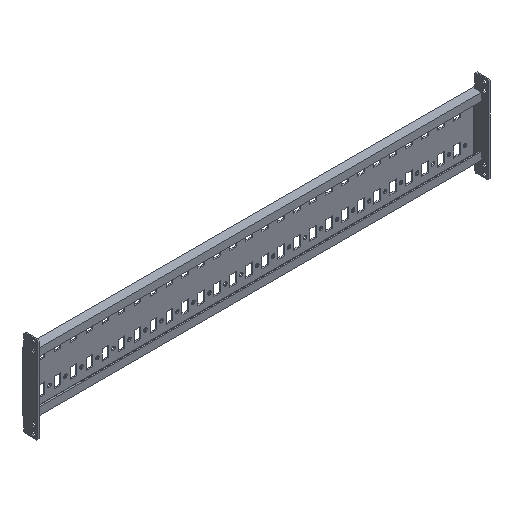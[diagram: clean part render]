
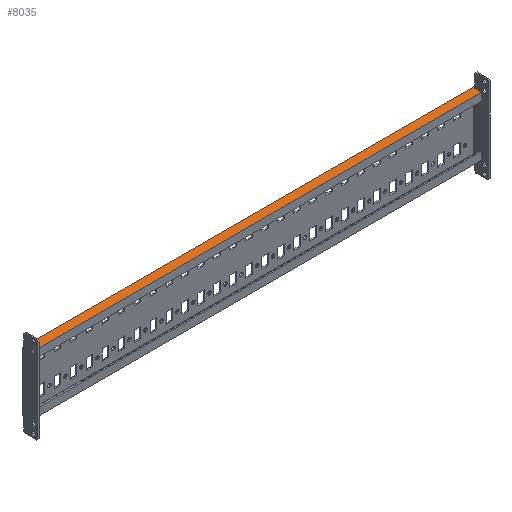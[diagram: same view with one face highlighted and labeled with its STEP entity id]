
A CAD part, isometric view. The second image highlights one B-rep face of the part: STEP entity #8035.
In plain terms, the highlighted planar face has unit normal (0, 0, 1).
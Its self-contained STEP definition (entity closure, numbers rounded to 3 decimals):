
#13 = CARTESIAN_POINT ( 'NONE',  ( 351.5, -14., 46. ) ) ;
#99 = EDGE_CURVE ( 'NONE', #5565, #9968, #9822, .T. ) ;
#107 = CARTESIAN_POINT ( 'NONE',  ( 351.5, -3., 46. ) ) ;
#182 = DIRECTION ( 'NONE',  ( 0., 0., -1. ) ) ;
#567 = EDGE_CURVE ( 'NONE', #5565, #4963, #13401, .T. ) ;
#781 = DIRECTION ( 'NONE',  ( 0., 1., 0. ) ) ;
#920 = VECTOR ( 'NONE', #6253, 1000. ) ;
#1145 = CARTESIAN_POINT ( 'NONE',  ( 0., 0., 46. ) ) ;
#1202 = FACE_OUTER_BOUND ( 'NONE', #9821, .T. ) ;
#1224 = LINE ( 'NONE', #8903, #11878 ) ;
#1589 = CARTESIAN_POINT ( 'NONE',  ( -353.5, 0., 46. ) ) ;
#2230 = ORIENTED_EDGE ( 'NONE', *, *, #11642, .F. ) ;
#2464 = VERTEX_POINT ( 'NONE', #8108 ) ;
#2737 = CARTESIAN_POINT ( 'NONE',  ( -353.5, -3., 46. ) ) ;
#2777 = DIRECTION ( 'NONE',  ( 0., -1., 0. ) ) ;
#2864 = LINE ( 'NONE', #4284, #12587 ) ;
#3099 = DIRECTION ( 'NONE',  ( 1., 0., 0. ) ) ;
#3282 = DIRECTION ( 'NONE',  ( 0., 1., 0. ) ) ;
#3504 = VECTOR ( 'NONE', #2777, 1000. ) ;
#3544 = EDGE_CURVE ( 'NONE', #11908, #4963, #9565, .T. ) ;
#3830 = CARTESIAN_POINT ( 'NONE',  ( -353.5, 0., 46. ) ) ;
#4076 = VECTOR ( 'NONE', #3099, 1000. ) ;
#4284 = CARTESIAN_POINT ( 'NONE',  ( 351.5, -3., 46. ) ) ;
#4572 = ORIENTED_EDGE ( 'NONE', *, *, #567, .T. ) ;
#4910 = DIRECTION ( 'NONE',  ( -1., 0., 0. ) ) ;
#4963 = VERTEX_POINT ( 'NONE', #2737 ) ;
#5485 = PLANE ( 'NONE',  #13045 ) ;
#5565 = VERTEX_POINT ( 'NONE', #1589 ) ;
#5584 = ORIENTED_EDGE ( 'NONE', *, *, #8914, .T. ) ;
#6188 = VECTOR ( 'NONE', #4910, 1000. ) ;
#6253 = DIRECTION ( 'NONE',  ( 0., -1., 0. ) ) ;
#6302 = VECTOR ( 'NONE', #6844, 1000. ) ;
#6410 = LINE ( 'NONE', #10387, #920 ) ;
#6424 = CARTESIAN_POINT ( 'NONE',  ( 353.5, 0., 46. ) ) ;
#6451 = VERTEX_POINT ( 'NONE', #7080 ) ;
#6745 = CARTESIAN_POINT ( 'NONE',  ( -351.5, -3., 46. ) ) ;
#6782 = VERTEX_POINT ( 'NONE', #13 ) ;
#6844 = DIRECTION ( 'NONE',  ( 1., 0., 0. ) ) ;
#7080 = CARTESIAN_POINT ( 'NONE',  ( 353.5, -3., 46. ) ) ;
#7250 = EDGE_CURVE ( 'NONE', #9968, #6451, #9608, .T. ) ;
#7317 = EDGE_CURVE ( 'NONE', #10955, #6782, #6410, .T. ) ;
#7811 = LINE ( 'NONE', #12339, #4076 ) ;
#7970 = ORIENTED_EDGE ( 'NONE', *, *, #7250, .F. ) ;
#8035 = ADVANCED_FACE ( 'NONE', ( #1202 ), #5485, .F. ) ;
#8108 = CARTESIAN_POINT ( 'NONE',  ( -351.5, -14., 46. ) ) ;
#8903 = CARTESIAN_POINT ( 'NONE',  ( -351.5, 0., 46. ) ) ;
#8914 = EDGE_CURVE ( 'NONE', #2464, #6782, #7811, .T. ) ;
#9122 = CARTESIAN_POINT ( 'NONE',  ( -351.5, -3., 46. ) ) ;
#9479 = DIRECTION ( 'NONE',  ( -1., 0., 0. ) ) ;
#9565 = LINE ( 'NONE', #6745, #6188 ) ;
#9608 = LINE ( 'NONE', #6424, #12224 ) ;
#9821 = EDGE_LOOP ( 'NONE', ( #10602, #2230, #7970, #10256, #4572, #11318, #12120, #5584 ) ) ;
#9822 = LINE ( 'NONE', #12024, #6302 ) ;
#9968 = VERTEX_POINT ( 'NONE', #13314 ) ;
#10256 = ORIENTED_EDGE ( 'NONE', *, *, #99, .F. ) ;
#10387 = CARTESIAN_POINT ( 'NONE',  ( 351.5, 0., 46. ) ) ;
#10465 = DIRECTION ( 'NONE',  ( 0., -1., 0. ) ) ;
#10602 = ORIENTED_EDGE ( 'NONE', *, *, #7317, .F. ) ;
#10955 = VERTEX_POINT ( 'NONE', #107 ) ;
#11318 = ORIENTED_EDGE ( 'NONE', *, *, #3544, .F. ) ;
#11642 = EDGE_CURVE ( 'NONE', #6451, #10955, #2864, .T. ) ;
#11878 = VECTOR ( 'NONE', #781, 1000. ) ;
#11908 = VERTEX_POINT ( 'NONE', #9122 ) ;
#12024 = CARTESIAN_POINT ( 'NONE',  ( -371.939, 0., 46. ) ) ;
#12120 = ORIENTED_EDGE ( 'NONE', *, *, #12999, .F. ) ;
#12224 = VECTOR ( 'NONE', #10465, 1000. ) ;
#12339 = CARTESIAN_POINT ( 'NONE',  ( -371.939, -14., 46. ) ) ;
#12587 = VECTOR ( 'NONE', #9479, 1000. ) ;
#12999 = EDGE_CURVE ( 'NONE', #2464, #11908, #1224, .T. ) ;
#13045 = AXIS2_PLACEMENT_3D ( 'NONE', #1145, #182, #3282 ) ;
#13314 = CARTESIAN_POINT ( 'NONE',  ( 353.5, 0., 46. ) ) ;
#13401 = LINE ( 'NONE', #3830, #3504 ) ;
